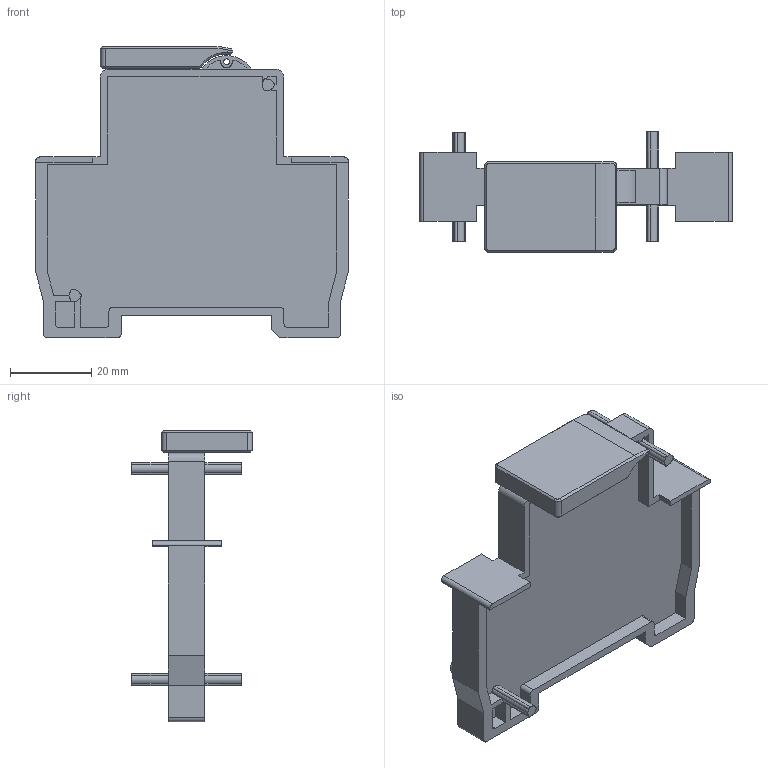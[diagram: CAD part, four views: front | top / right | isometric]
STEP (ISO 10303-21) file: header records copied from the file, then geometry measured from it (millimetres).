
FILE_DESCRIPTION((''),'2;1');
FILE_NAME('47HS321_ASM','2022-07-16T',('Admin'),(''),'PRO/ENGINEER BY PARAMETRIC TECHNOLOGY CORPORATION, 2008380','PRO/ENGINEER BY PARAMETRIC TECHNOLOGY CORPORATION, 2008380','');
FILE_SCHEMA(('CONFIG_CONTROL_DESIGN'));
Length unit declared in the file: millimetre
Products named in the file (5): _MODEL1_12_3_6; _MODEL2_1_4_8; ASM0002_ASM_2_ASM_1_ASM_3_ASM; MCB33333_ASM_1_ASM_2_ASM; 47HS321_ASM
Assembly tree (4 placements, depth 4):
  47HS321_ASM
    MCB33333_ASM_1_ASM_2_ASM
      ASM0002_ASM_2_ASM_1_ASM_3_ASM
        _MODEL1_12_3_6
        _MODEL2_1_4_8
Bounding box: 76.8 x 29.64 x 71.6 mm (x, y, z)
Volume: 15438.3 mm3; surface area: 17222.6 mm2
Topology: 2 solids, 3 shells, 291 faces, 835 edges, 561 vertices
Faces by surface type: plane 194, cylinder 83, cone 10, bspline 4
Entity records: 9890 total; most frequent: CARTESIAN_POINT 1919, ORIENTED_EDGE 1670, DIRECTION 1645, EDGE_CURVE 835, VECTOR 603, LINE 603, VERTEX_POINT 561, AXIS2_PLACEMENT_3D 521
